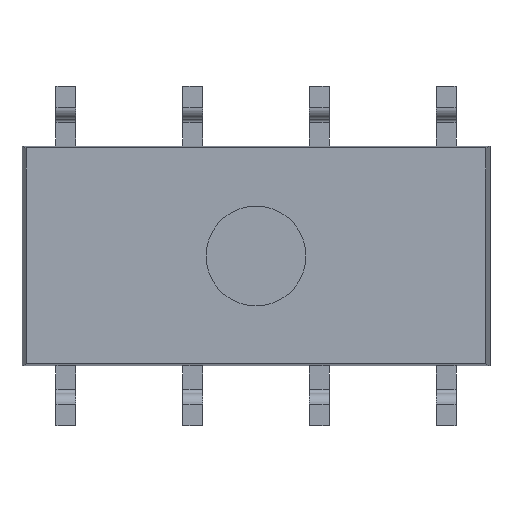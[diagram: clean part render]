
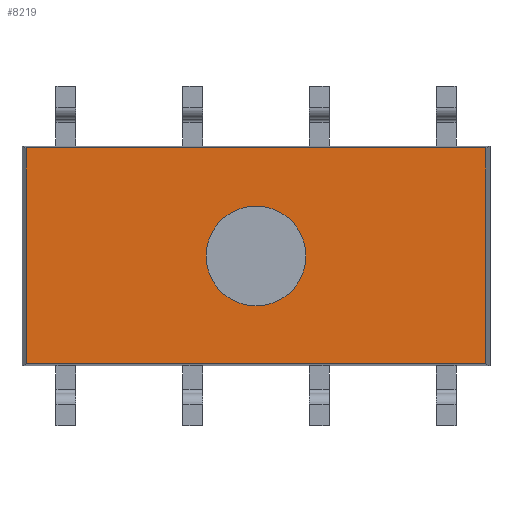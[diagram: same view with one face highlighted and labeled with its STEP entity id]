
A CAD part, front view. The second image highlights one B-rep face of the part: STEP entity #8219.
In plain terms, the highlighted planar face has unit normal (0, -1, 0).
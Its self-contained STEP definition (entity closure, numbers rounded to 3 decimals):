
#1929=CARTESIAN_POINT('',(1.0,-0.925,0.));
#1930=VERTEX_POINT('',#1929);
#1931=CARTESIAN_POINT('',(0.0,-0.925,0.0));
#1932=DIRECTION('',(0.0,1.0,0.0));
#1933=DIRECTION('',(-1.0,0.0,0.0));
#1934=AXIS2_PLACEMENT_3D('',#1931,#1932,#1933);
#1935=CIRCLE('',#1934,1.0);
#1936=EDGE_CURVE('',#1930,#1930,#1935,.T.);
#8143=CARTESIAN_POINT('',(4.609,-0.925,-2.16));
#8144=VERTEX_POINT('',#8143);
#8151=CARTESIAN_POINT('',(-4.609,-0.925,-2.16));
#8152=VERTEX_POINT('',#8151);
#8153=CARTESIAN_POINT('',(-4.609,-0.925,-2.16));
#8154=DIRECTION('',(1.0,0.0,0.0));
#8155=VECTOR('',#8154,9.218);
#8156=LINE('',#8153,#8155);
#8157=EDGE_CURVE('',#8152,#8144,#8156,.T.);
#8173=CARTESIAN_POINT('',(4.609,-0.925,2.166));
#8174=VERTEX_POINT('',#8173);
#8175=CARTESIAN_POINT('',(4.609,-0.925,2.166));
#8176=DIRECTION('',(0.0,0.0,-1.0));
#8177=VECTOR('',#8176,4.326);
#8178=LINE('',#8175,#8177);
#8179=EDGE_CURVE('',#8174,#8144,#8178,.T.);
#8193=CARTESIAN_POINT('',(4.609,-0.925,0.0));
#8194=DIRECTION('',(0.0,-1.0,0.0));
#8195=DIRECTION('',(0.0,0.0,-1.0));
#8196=AXIS2_PLACEMENT_3D('',#8193,#8194,#8195);
#8197=PLANE('',#8196);
#8198=CARTESIAN_POINT('',(-4.609,-0.925,2.166));
#8199=VERTEX_POINT('',#8198);
#8200=CARTESIAN_POINT('',(-4.609,-0.925,2.166));
#8201=DIRECTION('',(1.0,0.0,0.0));
#8202=VECTOR('',#8201,9.218);
#8203=LINE('',#8200,#8202);
#8204=EDGE_CURVE('',#8174,#8199,#8203,.F.);
#8205=ORIENTED_EDGE('',*,*,#8204,.T.);
#8206=CARTESIAN_POINT('',(-4.609,-0.925,2.166));
#8207=DIRECTION('',(0.0,0.0,-1.0));
#8208=VECTOR('',#8207,4.326);
#8209=LINE('',#8206,#8208);
#8210=EDGE_CURVE('',#8199,#8152,#8209,.T.);
#8211=ORIENTED_EDGE('',*,*,#8210,.T.);
#8212=ORIENTED_EDGE('',*,*,#8157,.T.);
#8213=ORIENTED_EDGE('',*,*,#8179,.F.);
#8214=EDGE_LOOP('',(#8205,#8211,#8212,#8213));
#8215=FACE_OUTER_BOUND('',#8214,.T.);
#8216=ORIENTED_EDGE('',*,*,#1936,.T.);
#8217=EDGE_LOOP('',(#8216));
#8218=FACE_BOUND('',#8217,.T.);
#8219=ADVANCED_FACE('',(#8215,#8218),#8197,.T.);
